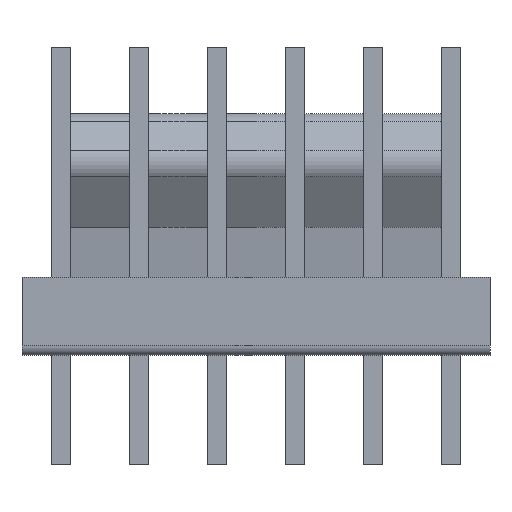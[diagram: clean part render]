
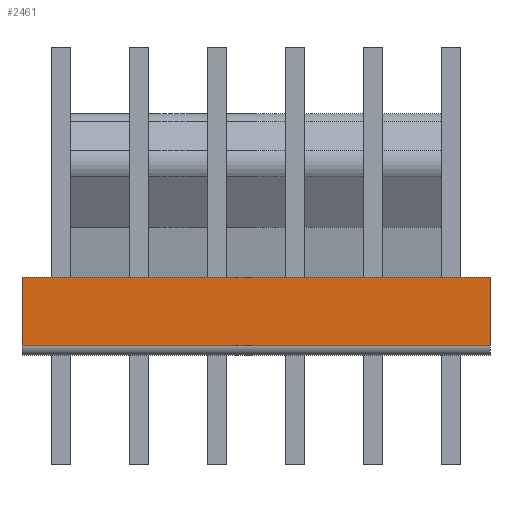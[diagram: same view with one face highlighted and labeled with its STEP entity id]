
A CAD part, front view. The second image highlights one B-rep face of the part: STEP entity #2461.
In plain terms, the highlighted planar face has unit normal (0, -1, 0).
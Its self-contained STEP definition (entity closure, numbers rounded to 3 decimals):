
#10=DIRECTION('',(0.,0.,-1.));
#11=VECTOR('',#10,2.229);
#12=CARTESIAN_POINT('',(-7.62,-2.667,0.));
#13=LINE('',#12,#11);
#696=DIRECTION('',(0.,0.,-1.));
#697=VECTOR('',#696,2.229);
#698=CARTESIAN_POINT('',(7.62,-2.667,0.));
#699=LINE('',#698,#697);
#832=DIRECTION('',(1.,0.,0.));
#833=VECTOR('',#832,15.24);
#834=CARTESIAN_POINT('',(-7.62,-2.667,-2.229));
#835=LINE('',#834,#833);
#836=DIRECTION('',(1.,0.,0.));
#837=VECTOR('',#836,15.24);
#838=CARTESIAN_POINT('',(-7.62,-2.667,0.));
#839=LINE('',#838,#837);
#918=CARTESIAN_POINT('',(-7.62,-2.667,0.));
#919=CARTESIAN_POINT('',(-7.62,-2.667,-2.229));
#920=VERTEX_POINT('',#918);
#921=VERTEX_POINT('',#919);
#938=CARTESIAN_POINT('',(7.62,-2.667,0.));
#939=CARTESIAN_POINT('',(7.62,-2.667,-2.229));
#940=VERTEX_POINT('',#938);
#941=VERTEX_POINT('',#939);
#2450=CARTESIAN_POINT('',(-7.62,-2.667,0.));
#2451=DIRECTION('',(0.,-1.,0.));
#2452=DIRECTION('',(0.,0.,-1.));
#2453=AXIS2_PLACEMENT_3D('',#2450,#2451,#2452);
#2454=PLANE('',#2453);
#2455=ORIENTED_EDGE('',*,*,#1221,.F.);
#2456=ORIENTED_EDGE('',*,*,#1408,.T.);
#2457=ORIENTED_EDGE('',*,*,#2184,.T.);
#2458=ORIENTED_EDGE('',*,*,#2443,.F.);
#2459=EDGE_LOOP('',(#2455,#2456,#2457,#2458));
#2460=FACE_OUTER_BOUND('',#2459,.F.);
#1221=EDGE_CURVE('',#920,#921,#13,.T.);
#1408=EDGE_CURVE('',#920,#940,#839,.T.);
#2184=EDGE_CURVE('',#940,#941,#699,.T.);
#2443=EDGE_CURVE('',#921,#941,#835,.T.);
#2461=ADVANCED_FACE('',(#2460),#2454,.T.);
